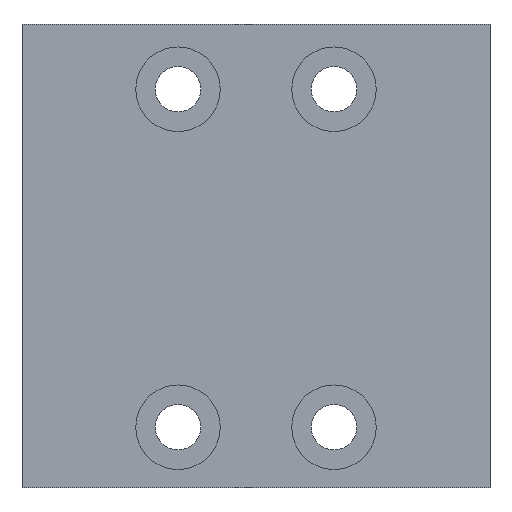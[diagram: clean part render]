
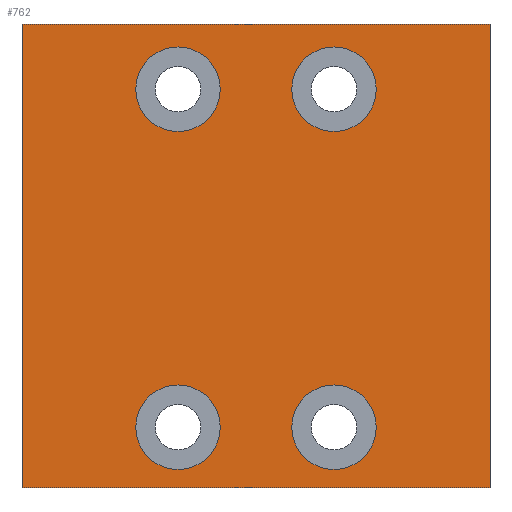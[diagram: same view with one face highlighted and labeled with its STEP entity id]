
A CAD part, front view. The second image highlights one B-rep face of the part: STEP entity #762.
In plain terms, the highlighted planar face has unit normal (0, -1, 0).
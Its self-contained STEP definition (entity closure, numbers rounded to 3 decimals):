
#25=FACE_BOUND('',#122,.T.);
#26=FACE_BOUND('',#123,.T.);
#27=FACE_BOUND('',#124,.T.);
#28=FACE_BOUND('',#125,.T.);
#40=PLANE('',#848);
#73=FACE_OUTER_BOUND('',#121,.T.);
#121=EDGE_LOOP('',(#602,#603,#604,#605));
#122=EDGE_LOOP('',(#606));
#123=EDGE_LOOP('',(#607));
#124=EDGE_LOOP('',(#608));
#125=EDGE_LOOP('',(#609));
#163=LINE('',#1188,#233);
#185=LINE('',#1253,#255);
#186=LINE('',#1256,#256);
#187=LINE('',#1257,#257);
#233=VECTOR('',#960,10.);
#255=VECTOR('',#1016,10.);
#256=VECTOR('',#1019,10.);
#257=VECTOR('',#1020,10.);
#290=CIRCLE('',#801,3.25);
#293=CIRCLE('',#806,3.25);
#296=CIRCLE('',#811,3.25);
#299=CIRCLE('',#816,3.25);
#328=VERTEX_POINT('',#1120);
#331=VERTEX_POINT('',#1129);
#334=VERTEX_POINT('',#1138);
#337=VERTEX_POINT('',#1147);
#351=VERTEX_POINT('',#1185);
#352=VERTEX_POINT('',#1187);
#378=VERTEX_POINT('',#1251);
#379=VERTEX_POINT('',#1255);
#400=EDGE_CURVE('',#328,#328,#290,.T.);
#404=EDGE_CURVE('',#331,#331,#293,.T.);
#408=EDGE_CURVE('',#334,#334,#296,.T.);
#412=EDGE_CURVE('',#337,#337,#299,.T.);
#431=EDGE_CURVE('',#351,#352,#163,.T.);
#464=EDGE_CURVE('',#351,#378,#185,.T.);
#465=EDGE_CURVE('',#379,#378,#186,.T.);
#466=EDGE_CURVE('',#352,#379,#187,.T.);
#602=ORIENTED_EDGE('',*,*,#464,.T.);
#603=ORIENTED_EDGE('',*,*,#465,.F.);
#604=ORIENTED_EDGE('',*,*,#466,.F.);
#605=ORIENTED_EDGE('',*,*,#431,.F.);
#606=ORIENTED_EDGE('',*,*,#400,.T.);
#607=ORIENTED_EDGE('',*,*,#404,.T.);
#608=ORIENTED_EDGE('',*,*,#408,.T.);
#609=ORIENTED_EDGE('',*,*,#412,.T.);
#762=ADVANCED_FACE('',(#73,#25,#26,#27,#28),#40,.T.);
#801=AXIS2_PLACEMENT_3D('',#1121,#887,#888);
#806=AXIS2_PLACEMENT_3D('',#1130,#898,#899);
#811=AXIS2_PLACEMENT_3D('',#1139,#909,#910);
#816=AXIS2_PLACEMENT_3D('',#1148,#920,#921);
#848=AXIS2_PLACEMENT_3D('',#1254,#1017,#1018);
#887=DIRECTION('center_axis',(0.,1.,0.));
#888=DIRECTION('ref_axis',(0.,0.,-1.));
#898=DIRECTION('center_axis',(0.,1.,0.));
#899=DIRECTION('ref_axis',(0.,0.,-1.));
#909=DIRECTION('center_axis',(0.,1.,0.));
#910=DIRECTION('ref_axis',(0.,0.,-1.));
#920=DIRECTION('center_axis',(0.,1.,0.));
#921=DIRECTION('ref_axis',(0.,0.,-1.));
#960=DIRECTION('',(0.,0.,1.));
#1016=DIRECTION('',(1.,0.,0.));
#1017=DIRECTION('center_axis',(0.,-1.,0.));
#1018=DIRECTION('ref_axis',(0.,0.,-1.));
#1019=DIRECTION('',(0.,0.,-1.));
#1020=DIRECTION('',(1.,0.,0.));
#1120=CARTESIAN_POINT('',(6.,-22.116,15.978));
#1121=CARTESIAN_POINT('Origin',(6.,-22.116,12.728));
#1129=CARTESIAN_POINT('',(-6.,-22.116,-10.022));
#1130=CARTESIAN_POINT('Origin',(-6.,-22.116,-13.272));
#1138=CARTESIAN_POINT('',(6.,-22.116,-10.022));
#1139=CARTESIAN_POINT('Origin',(6.,-22.116,-13.272));
#1147=CARTESIAN_POINT('',(-6.,-22.116,15.978));
#1148=CARTESIAN_POINT('Origin',(-6.,-22.116,12.728));
#1185=CARTESIAN_POINT('',(-18.,-22.116,-17.929));
#1187=CARTESIAN_POINT('',(-18.,-22.116,17.728));
#1188=CARTESIAN_POINT('',(-18.,-22.116,-17.929));
#1251=CARTESIAN_POINT('',(18.,-22.116,-17.929));
#1253=CARTESIAN_POINT('',(0.,-22.116,-17.929));
#1254=CARTESIAN_POINT('Origin',(0.,-22.116,17.728));
#1255=CARTESIAN_POINT('',(18.,-22.116,17.728));
#1256=CARTESIAN_POINT('',(18.,-22.116,-17.929));
#1257=CARTESIAN_POINT('',(0.,-22.116,17.728));
